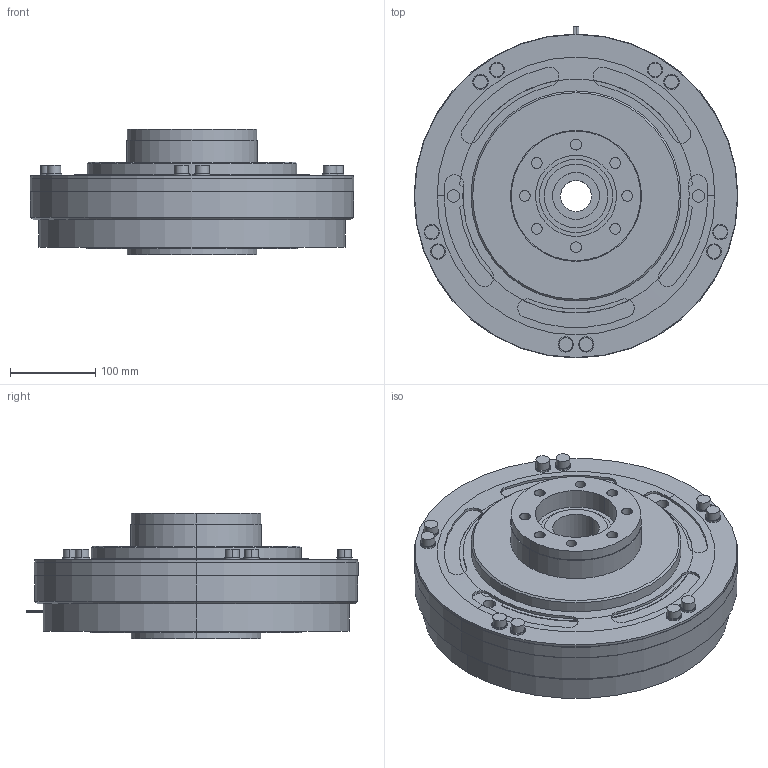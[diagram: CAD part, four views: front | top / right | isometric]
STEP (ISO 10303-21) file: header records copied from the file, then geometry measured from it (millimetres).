
FILE_DESCRIPTION (( 'STEP AP203' ), '1' );
FILE_NAME ('MMC 210E-01_80004213_乾式単板電磁クラッチ組立.STEP', '2016-03-25T00:45:34', ( ' ' ), ( '' ), 'SwSTEP 2.0', 'SolidWorks 2009', '' );
FILE_SCHEMA (( 'CONFIG_CONTROL_DESIGN' ));
Length unit declared in the file: millimetre
Products named in the file (1): MMC 210E-01_80004213_乾式単板電磁クラッチ組立
Bounding box: 381 x 390.5 x 147.6 mm (x, y, z)
Volume: 10339567.5 mm3; surface area: 642681 mm2
Topology: 3 solids, 3 shells, 243 faces, 561 edges, 362 vertices
Faces by surface type: cylinder 162, plane 65, cone 8, torus 8
Entity records: 7568 total; most frequent: CARTESIAN_POINT 1726, DIRECTION 1334, ORIENTED_EDGE 1106, AXIS2_PLACEMENT_3D 581, EDGE_CURVE 553, VERTEX_POINT 362, CIRCLE 337, EDGE_LOOP 305
